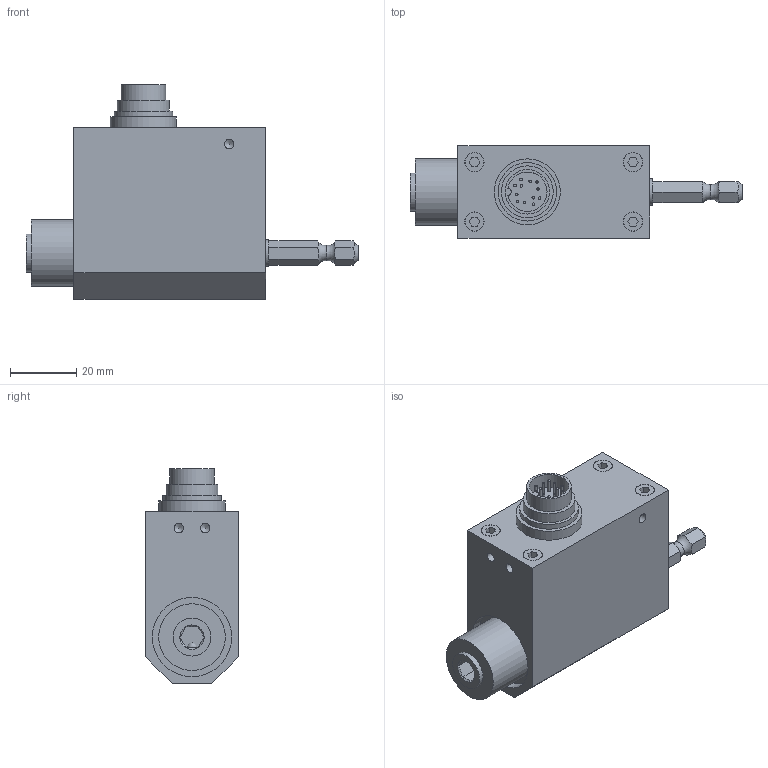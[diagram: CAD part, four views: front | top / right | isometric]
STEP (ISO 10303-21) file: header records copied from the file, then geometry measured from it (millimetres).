
FILE_DESCRIPTION((''),'2;1');
FILE_NAME('TRH605 0.5- 18 N-m.stp','2011-01-11T09:25:38',('thomasl'),(''),'Autodesk Inventor 2008','Autodesk Inventor 2008','');
FILE_SCHEMA(('AUTOMOTIVE_DESIGN { 1 0 10303 214 1 1 1 1 }'));
Length unit declared in the file: inch
Products named in the file (3): TRH605 0.5- 18 N-m; PART1; SR1A
Assembly tree (2 placements, depth 2):
  TRH605 0.5- 18 N-m
    PART1
    SR1A
Bounding box: 100.52 x 28 x 65 mm (x, y, z)
Volume: 82269 mm3; surface area: 18705.1 mm2
Topology: 1 solids, 10 shells, 175 faces, 357 edges, 235 vertices
Faces by surface type: plane 101, cylinder 53, cone 18, torus 2, sphere 1
Full cylindrical faces by diameter (mm): 0.762 x12, 2 x1, 2.896 x10, 3.505 x4, 3.556 x4, 5.74 x4, 5.842 x4, 7.333 x1, 8.095 x1, 11.5 x1, 13.462 x1, 14.732 x1, 15.7 x1, 17.7 x1, 19.05 x1, 20 x1, 20.2 x1, 24 x2
Entity records: 4164 total; most frequent: CARTESIAN_POINT 754, DIRECTION 714, ORIENTED_EDGE 532, AXIS2_PLACEMENT_3D 294, EDGE_LOOP 286, EDGE_CURVE 266, VERTEX_POINT 214, FACE_OUTER_BOUND 175
